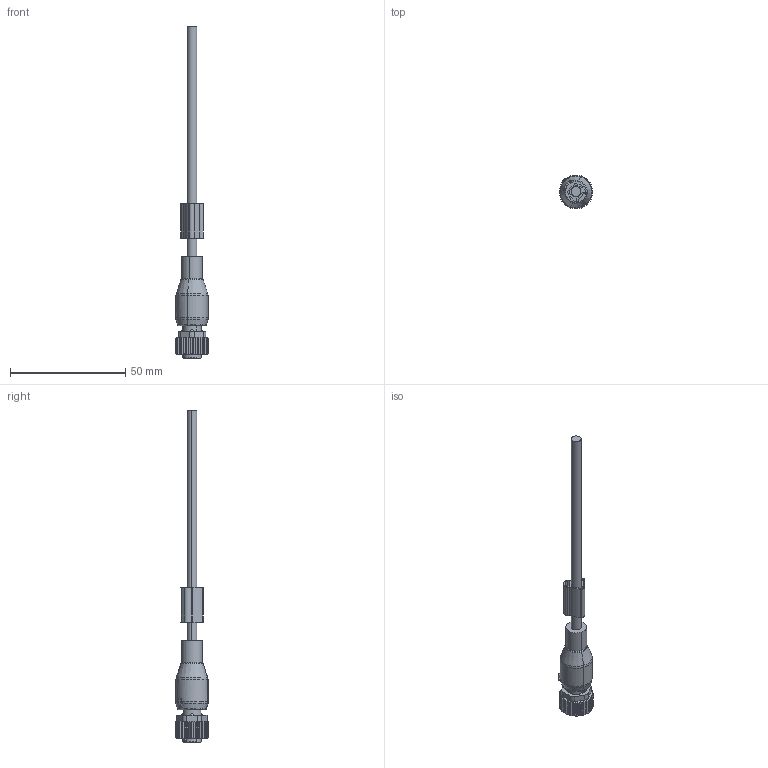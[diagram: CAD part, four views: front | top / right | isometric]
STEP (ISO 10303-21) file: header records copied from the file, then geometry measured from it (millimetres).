
FILE_DESCRIPTION(('CATIA V5 STEP Exchange','CAx-IF Rec.Pracs.--- Model Styling and Organization---1.4--- 2014-01-23'),'2;1');
FILE_NAME ('034402-1_1_9457660500_9457660500.stp','2020-04-02T05:49:33+00:00',('none'),('Weidmueller'),'CATIA Version 5-6 Release 2016 SP3 HF44','CATIA V5 STEP AP214','none');
FILE_SCHEMA(('AUTOMOTIVE_DESIGN { 1 0 10303 214 1 1 1 1 }'));
Length unit declared in the file: millimetre
Products named in the file (1): 9457660500
Bounding box: 14.6 x 14.52 x 144 mm (x, y, z)
Volume: 6636.5 mm3; surface area: 6522.7 mm2
Topology: 16 solids, 16 shells, 639 faces, 1586 edges, 995 vertices
Faces by surface type: plane 267, cylinder 203, cone 91, torus 58, bspline 12, sphere 4, revolution 4
Entity records: 18672 total; most frequent: CARTESIAN_POINT 5072, ORIENTED_EDGE 3144, DIRECTION 2094, EDGE_CURVE 1572, AXIS2_PLACEMENT_3D 1015, VERTEX_POINT 995, EDGE_LOOP 691, ADVANCED_FACE 639
